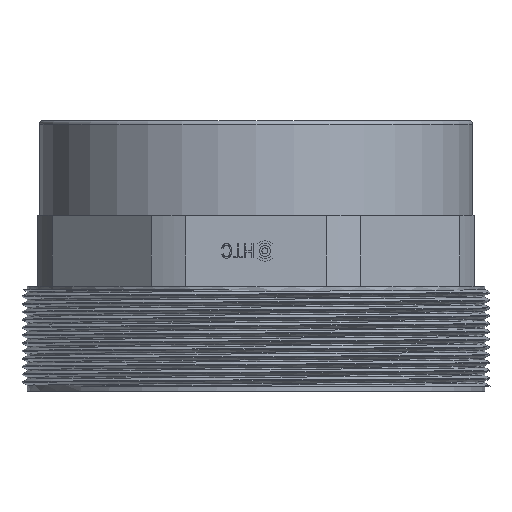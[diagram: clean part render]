
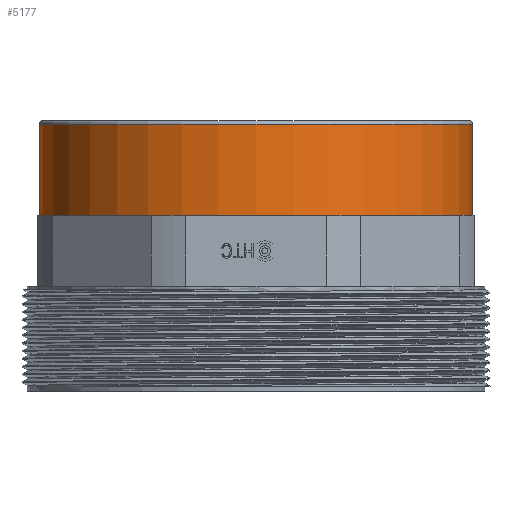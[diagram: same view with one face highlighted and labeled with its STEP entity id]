
A CAD part, front view. The second image highlights one B-rep face of the part: STEP entity #5177.
In plain terms, the highlighted cylindrical face has radius 64 mm (diameter 128 mm), a full revolution.
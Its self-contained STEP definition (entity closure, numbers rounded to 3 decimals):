
#345=FACE_OUTER_BOUND('',#668,.T.);
#668=EDGE_LOOP('',(#3955,#3956,#3957,#3958));
#948=CIRCLE('',#5541,64.);
#949=CIRCLE('',#5542,64.);
#1399=LINE('',#54585,#1882);
#1882=VECTOR('',#6201,64.);
#2497=VERTEX_POINT('',#54582);
#2498=VERTEX_POINT('',#54584);
#3091=EDGE_CURVE('',#2497,#2497,#948,.T.);
#3092=EDGE_CURVE('',#2497,#2498,#1399,.T.);
#3093=EDGE_CURVE('',#2498,#2498,#949,.T.);
#3955=ORIENTED_EDGE('',*,*,#3091,.T.);
#3956=ORIENTED_EDGE('',*,*,#3092,.T.);
#3957=ORIENTED_EDGE('',*,*,#3093,.T.);
#3958=ORIENTED_EDGE('',*,*,#3092,.F.);
#5082=CYLINDRICAL_SURFACE('',#5540,64.);
#5177=ADVANCED_FACE('',(#345),#5082,.T.);
#5540=AXIS2_PLACEMENT_3D('',#54581,#6197,#6198);
#5541=AXIS2_PLACEMENT_3D('',#54583,#6199,#6200);
#5542=AXIS2_PLACEMENT_3D('',#54586,#6202,#6203);
#6197=DIRECTION('center_axis',(0.,0.,1.));
#6198=DIRECTION('ref_axis',(1.,0.,0.));
#6199=DIRECTION('center_axis',(0.,0.,-1.));
#6200=DIRECTION('ref_axis',(1.,0.,0.));
#6201=DIRECTION('',(0.,0.,-1.));
#6202=DIRECTION('center_axis',(0.,0.,1.));
#6203=DIRECTION('ref_axis',(1.,0.,0.));
#54581=CARTESIAN_POINT('Origin',(0.,0.,
50.501));
#54582=CARTESIAN_POINT('',(-64.,0.,77.501));
#54583=CARTESIAN_POINT('Origin',(0.,0.,
77.501));
#54584=CARTESIAN_POINT('',(-64.,0.,50.501));
#54585=CARTESIAN_POINT('',(-64.,0.,50.501));
#54586=CARTESIAN_POINT('Origin',(0.,0.,
50.501));
